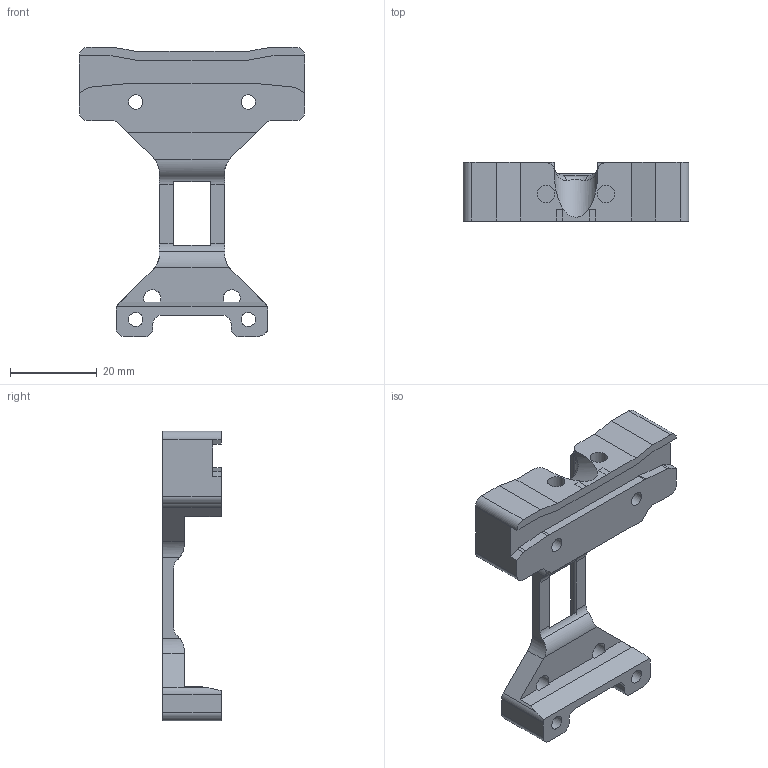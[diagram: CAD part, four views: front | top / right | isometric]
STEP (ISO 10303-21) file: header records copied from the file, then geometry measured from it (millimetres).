
FILE_DESCRIPTION(/* description */ (''),/* implementation_level */ '2;1');
FILE_NAME(/* name */ 'cable-management-base.step',/* time_stamp */ '2023-01-14T09:59:26+07:00',/* author */ (''),/* organization */ (''),/* preprocessor_version */ 'ST-DEVELOPER v19.2',/* originating_system */ 'Autodesk Translation Framework v11.17.0.187',/* authorisation */ '');
FILE_SCHEMA (('AUTOMOTIVE_DESIGN { 1 0 10303 214 3 1 1 }'));
Length unit declared in the file: millimetre
Products named in the file (1): Cable Management Base
Bounding box: 52 x 13.5 x 66.78 mm (x, y, z)
Volume: 13918.6 mm3; surface area: 8141.9 mm2
Topology: 1 solids, 1 shells, 166 faces, 469 edges, 304 vertices
Faces by surface type: plane 109, cylinder 49, bspline 6, torus 2
Full cylindrical faces by diameter (mm): 3.3 x4, 4 x6, 6 x4
Entity records: 7091 total; most frequent: CARTESIAN_POINT 2674, ORIENTED_EDGE 936, DIRECTION 901, EDGE_CURVE 468, LINE 309, VECTOR 309, VERTEX_POINT 304, AXIS2_PLACEMENT_3D 296
